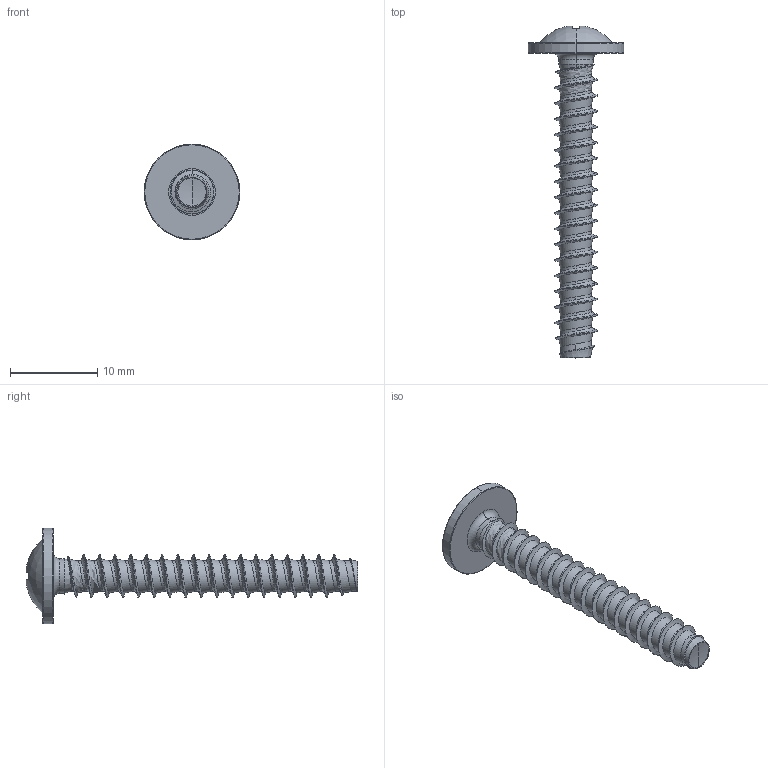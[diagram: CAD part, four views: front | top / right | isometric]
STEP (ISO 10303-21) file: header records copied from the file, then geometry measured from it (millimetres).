
FILE_DESCRIPTION (( 'STEP AP203' ), '1' );
FILE_NAME ('STP310500350.STEP', '2017-08-15T13:32:50', ( '' ), ( '' ), 'SwSTEP 2.0', 'SolidWorks 2015', '' );
FILE_SCHEMA (( 'CONFIG_CONTROL_DESIGN' ));
Products named in the file (1): STP310500350
Bounding box: 11 x 38.14 x 11 mm (x, y, z)
Volume: 570.6 mm3; surface area: 900.9 mm2
Topology: 1 solids, 1 shells, 205 faces, 481 edges, 279 vertices
Faces by surface type: cylinder 64, bspline 51, torus 30, sphere 28, plane 23, cone 9
Entity records: 36915 total; most frequent: CARTESIAN_POINT 32644, ORIENTED_EDGE 958, DIRECTION 799, EDGE_CURVE 479, AXIS2_PLACEMENT_3D 351, VERTEX_POINT 279, EDGE_LOOP 208, FACE_OUTER_BOUND 205
